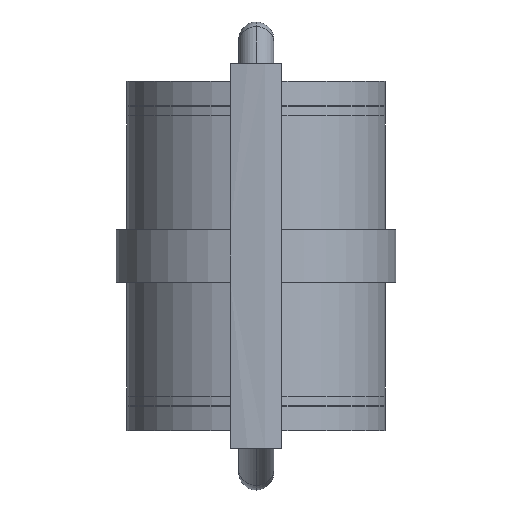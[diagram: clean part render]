
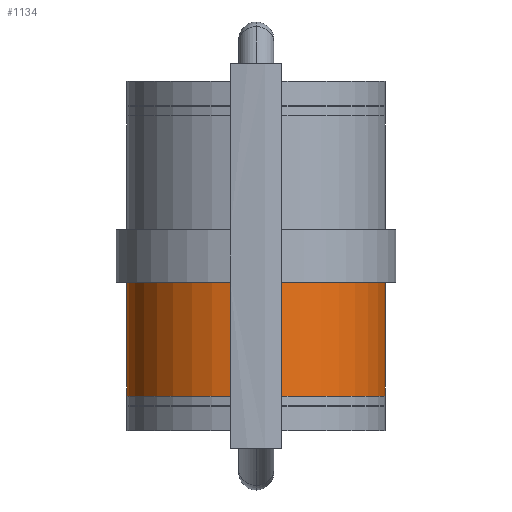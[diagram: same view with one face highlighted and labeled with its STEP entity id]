
A CAD part, front view. The second image highlights one B-rep face of the part: STEP entity #1134.
In plain terms, the highlighted cylindrical face has radius 3.7 mm (diameter 7.4 mm), a partial arc.
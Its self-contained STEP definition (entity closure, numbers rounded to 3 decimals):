
#85=DIRECTION('',(0.,0.,1.));
#86=VECTOR('',#85,3.26);
#87=CARTESIAN_POINT('',(-3.7,0.,-4.01));
#88=LINE('',#87,#86);
#94=DIRECTION('',(0.,0.,1.));
#95=VECTOR('',#94,3.26);
#96=CARTESIAN_POINT('',(3.7,0.,-4.01));
#97=LINE('',#96,#95);
#98=CARTESIAN_POINT('',(0.,0.,-4.01));
#99=DIRECTION('',(0.,0.,1.));
#100=DIRECTION('',(-1.,0.,0.));
#101=AXIS2_PLACEMENT_3D('',#98,#99,#100);
#108=CARTESIAN_POINT('',(0.,0.,-0.75));
#109=DIRECTION('',(0.,0.,1.));
#110=DIRECTION('',(-1.,0.,0.));
#111=AXIS2_PLACEMENT_3D('',#108,#109,#110);
#783=CARTESIAN_POINT('',(-3.7,0.,-4.01));
#784=CARTESIAN_POINT('',(-3.7,0.,-0.75));
#785=VERTEX_POINT('',#783);
#786=VERTEX_POINT('',#784);
#787=CARTESIAN_POINT('',(3.7,0.,-4.01));
#788=CARTESIAN_POINT('',(3.7,0.,-0.75));
#789=VERTEX_POINT('',#787);
#790=VERTEX_POINT('',#788);
#1122=CARTESIAN_POINT('',(0.,0.,0.));
#1123=DIRECTION('',(0.,0.,1.));
#1124=DIRECTION('',(-1.,0.,0.));
#1125=AXIS2_PLACEMENT_3D('',#1122,#1123,#1124);
#1126=CYLINDRICAL_SURFACE('',#1125,3.7);
#1127=ORIENTED_EDGE('',*,*,#1112,.T.);
#1129=ORIENTED_EDGE('',*,*,#1128,.T.);
#1130=ORIENTED_EDGE('',*,*,#1115,.F.);
#1131=ORIENTED_EDGE('',*,*,#1086,.F.);
#1132=EDGE_LOOP('',(#1127,#1129,#1130,#1131));
#1133=FACE_OUTER_BOUND('',#1132,.F.);
#1134=ADVANCED_FACE('',(#1133),#1126,.T.);
#102=CIRCLE('',#101,3.7);
#112=CIRCLE('',#111,3.7);
#1086=EDGE_CURVE('',#785,#789,#102,.T.);
#1112=EDGE_CURVE('',#785,#786,#88,.T.);
#1115=EDGE_CURVE('',#789,#790,#97,.T.);
#1128=EDGE_CURVE('',#786,#790,#112,.T.);
